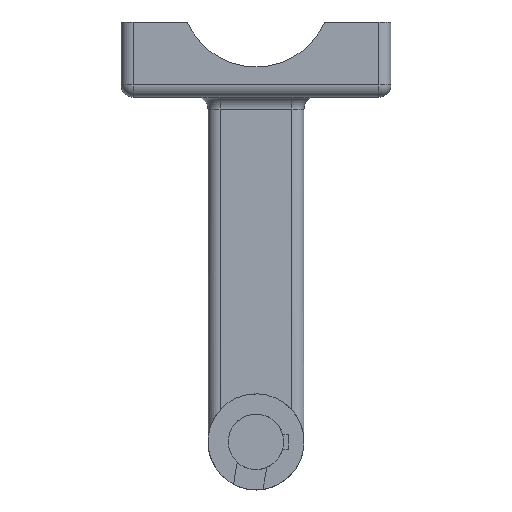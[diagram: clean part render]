
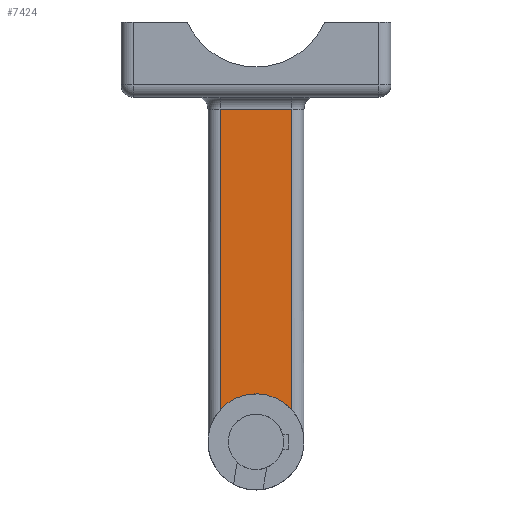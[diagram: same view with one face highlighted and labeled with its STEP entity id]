
A CAD part, top view. The second image highlights one B-rep face of the part: STEP entity #7424.
In plain terms, the highlighted planar face has unit normal (0, 0, 1).
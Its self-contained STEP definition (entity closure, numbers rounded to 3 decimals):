
#4215 = CYLINDRICAL_SURFACE('',#4216,4.);
#4216 = AXIS2_PLACEMENT_3D('',#4217,#4218,#4219);
#4217 = CARTESIAN_POINT('',(-12.,-12.5,26.));
#4218 = DIRECTION('',(0.,-1.,0.));
#4219 = DIRECTION('',(-1.,0.,0.));
#4750 = CYLINDRICAL_SURFACE('',#4751,4.);
#4751 = AXIS2_PLACEMENT_3D('',#4752,#4753,#4754);
#4752 = CARTESIAN_POINT('',(-12.,-16.5,34.));
#4753 = DIRECTION('',(1.,0.,0.));
#4754 = DIRECTION('',(0.,1.,0.));
#5272 = CYLINDRICAL_SURFACE('',#5273,4.);
#5273 = AXIS2_PLACEMENT_3D('',#5274,#5275,#5276);
#5274 = CARTESIAN_POINT('',(12.,-12.5,26.));
#5275 = DIRECTION('',(0.,-1.,0.));
#5276 = DIRECTION('',(0.,0.,1.));
#6230 = EDGE_CURVE('',#6231,#6233,#6235,.T.);
#6231 = VERTEX_POINT('',#6232);
#6232 = CARTESIAN_POINT('',(-12.,-16.5,30.));
#6233 = VERTEX_POINT('',#6234);
#6234 = CARTESIAN_POINT('',(-12.,-116.917,30.));
#6235 = SURFACE_CURVE('',#6236,(#6240,#6247),.PCURVE_S1.);
#6236 = LINE('',#6237,#6238);
#6237 = CARTESIAN_POINT('',(-12.,-12.5,30.));
#6238 = VECTOR('',#6239,1.);
#6239 = DIRECTION('',(0.,-1.,0.));
#6240 = PCURVE('',#4215,#6241);
#6241 = DEFINITIONAL_REPRESENTATION('',(#6242),#6246);
#6242 = LINE('',#6243,#6244);
#6243 = CARTESIAN_POINT('',(-1.571,0.));
#6244 = VECTOR('',#6245,1.);
#6245 = DIRECTION('',(-0.,1.));
#6246 = ( GEOMETRIC_REPRESENTATION_CONTEXT(2) 
PARAMETRIC_REPRESENTATION_CONTEXT() REPRESENTATION_CONTEXT('2D SPACE',''
  ) );
#6247 = PCURVE('',#6248,#6253);
#6248 = PLANE('',#6249);
#6249 = AXIS2_PLACEMENT_3D('',#6250,#6251,#6252);
#6250 = CARTESIAN_POINT('',(-16.,-12.5,30.));
#6251 = DIRECTION('',(0.,0.,1.));
#6252 = DIRECTION('',(1.,0.,0.));
#6253 = DEFINITIONAL_REPRESENTATION('',(#6254),#6258);
#6254 = LINE('',#6255,#6256);
#6255 = CARTESIAN_POINT('',(4.,0.));
#6256 = VECTOR('',#6257,1.);
#6257 = DIRECTION('',(0.,-1.));
#6258 = ( GEOMETRIC_REPRESENTATION_CONTEXT(2) 
PARAMETRIC_REPRESENTATION_CONTEXT() REPRESENTATION_CONTEXT('2D SPACE',''
  ) );
#6314 = CYLINDRICAL_SURFACE('',#6315,16.);
#6315 = AXIS2_PLACEMENT_3D('',#6316,#6317,#6318);
#6316 = CARTESIAN_POINT('',(0.,-127.5,30.));
#6317 = DIRECTION('',(0.,0.,-1.));
#6318 = DIRECTION('',(1.,0.,0.));
#6564 = EDGE_CURVE('',#6231,#6565,#6567,.T.);
#6565 = VERTEX_POINT('',#6566);
#6566 = CARTESIAN_POINT('',(12.,-16.5,30.));
#6567 = SURFACE_CURVE('',#6568,(#6572,#6579),.PCURVE_S1.);
#6568 = LINE('',#6569,#6570);
#6569 = CARTESIAN_POINT('',(-12.,-16.5,30.));
#6570 = VECTOR('',#6571,1.);
#6571 = DIRECTION('',(1.,0.,0.));
#6572 = PCURVE('',#4750,#6573);
#6573 = DEFINITIONAL_REPRESENTATION('',(#6574),#6578);
#6574 = LINE('',#6575,#6576);
#6575 = CARTESIAN_POINT('',(-1.571,0.));
#6576 = VECTOR('',#6577,1.);
#6577 = DIRECTION('',(-0.,1.));
#6578 = ( GEOMETRIC_REPRESENTATION_CONTEXT(2) 
PARAMETRIC_REPRESENTATION_CONTEXT() REPRESENTATION_CONTEXT('2D SPACE',''
  ) );
#6579 = PCURVE('',#6248,#6580);
#6580 = DEFINITIONAL_REPRESENTATION('',(#6581),#6585);
#6581 = LINE('',#6582,#6583);
#6582 = CARTESIAN_POINT('',(4.,-4.));
#6583 = VECTOR('',#6584,1.);
#6584 = DIRECTION('',(1.,0.));
#6585 = ( GEOMETRIC_REPRESENTATION_CONTEXT(2) 
PARAMETRIC_REPRESENTATION_CONTEXT() REPRESENTATION_CONTEXT('2D SPACE',''
  ) );
#7180 = VERTEX_POINT('',#7181);
#7181 = CARTESIAN_POINT('',(12.,-116.917,30.));
#7397 = EDGE_CURVE('',#6565,#7180,#7398,.T.);
#7398 = SURFACE_CURVE('',#7399,(#7403,#7410),.PCURVE_S1.);
#7399 = LINE('',#7400,#7401);
#7400 = CARTESIAN_POINT('',(12.,-12.5,30.));
#7401 = VECTOR('',#7402,1.);
#7402 = DIRECTION('',(0.,-1.,0.));
#7403 = PCURVE('',#5272,#7404);
#7404 = DEFINITIONAL_REPRESENTATION('',(#7405),#7409);
#7405 = LINE('',#7406,#7407);
#7406 = CARTESIAN_POINT('',(-0.,0.));
#7407 = VECTOR('',#7408,1.);
#7408 = DIRECTION('',(-0.,1.));
#7409 = ( GEOMETRIC_REPRESENTATION_CONTEXT(2) 
PARAMETRIC_REPRESENTATION_CONTEXT() REPRESENTATION_CONTEXT('2D SPACE',''
  ) );
#7410 = PCURVE('',#6248,#7411);
#7411 = DEFINITIONAL_REPRESENTATION('',(#7412),#7416);
#7412 = LINE('',#7413,#7414);
#7413 = CARTESIAN_POINT('',(28.,0.));
#7414 = VECTOR('',#7415,1.);
#7415 = DIRECTION('',(0.,-1.));
#7416 = ( GEOMETRIC_REPRESENTATION_CONTEXT(2) 
PARAMETRIC_REPRESENTATION_CONTEXT() REPRESENTATION_CONTEXT('2D SPACE',''
  ) );
#7424 = ADVANCED_FACE('',(#7425),#6248,.T.);
#7425 = FACE_BOUND('',#7426,.T.);
#7426 = EDGE_LOOP('',(#7427,#7428,#7450,#7451));
#7427 = ORIENTED_EDGE('',*,*,#6230,.T.);
#7428 = ORIENTED_EDGE('',*,*,#7429,.F.);
#7429 = EDGE_CURVE('',#7180,#6233,#7430,.T.);
#7430 = SURFACE_CURVE('',#7431,(#7436,#7443),.PCURVE_S1.);
#7431 = CIRCLE('',#7432,16.);
#7432 = AXIS2_PLACEMENT_3D('',#7433,#7434,#7435);
#7433 = CARTESIAN_POINT('',(0.,-127.5,30.));
#7434 = DIRECTION('',(0.,0.,1.));
#7435 = DIRECTION('',(1.,0.,0.));
#7436 = PCURVE('',#6248,#7437);
#7437 = DEFINITIONAL_REPRESENTATION('',(#7438),#7442);
#7438 = CIRCLE('',#7439,16.);
#7439 = AXIS2_PLACEMENT_2D('',#7440,#7441);
#7440 = CARTESIAN_POINT('',(16.,-115.));
#7441 = DIRECTION('',(1.,0.));
#7442 = ( GEOMETRIC_REPRESENTATION_CONTEXT(2) 
PARAMETRIC_REPRESENTATION_CONTEXT() REPRESENTATION_CONTEXT('2D SPACE',''
  ) );
#7443 = PCURVE('',#6314,#7444);
#7444 = DEFINITIONAL_REPRESENTATION('',(#7445),#7449);
#7445 = LINE('',#7446,#7447);
#7446 = CARTESIAN_POINT('',(-0.,0.));
#7447 = VECTOR('',#7448,1.);
#7448 = DIRECTION('',(-1.,0.));
#7449 = ( GEOMETRIC_REPRESENTATION_CONTEXT(2) 
PARAMETRIC_REPRESENTATION_CONTEXT() REPRESENTATION_CONTEXT('2D SPACE',''
  ) );
#7450 = ORIENTED_EDGE('',*,*,#7397,.F.);
#7451 = ORIENTED_EDGE('',*,*,#6564,.F.);
